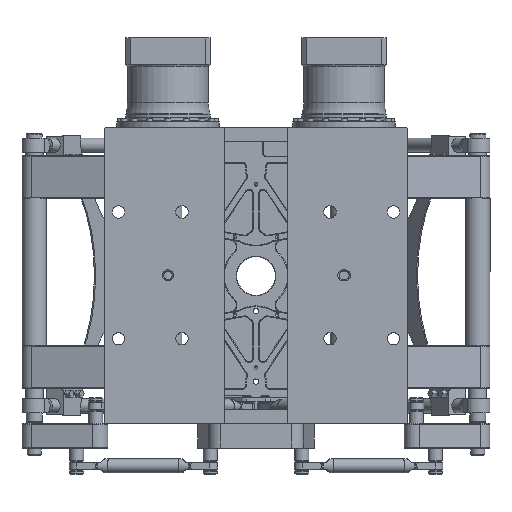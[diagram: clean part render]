
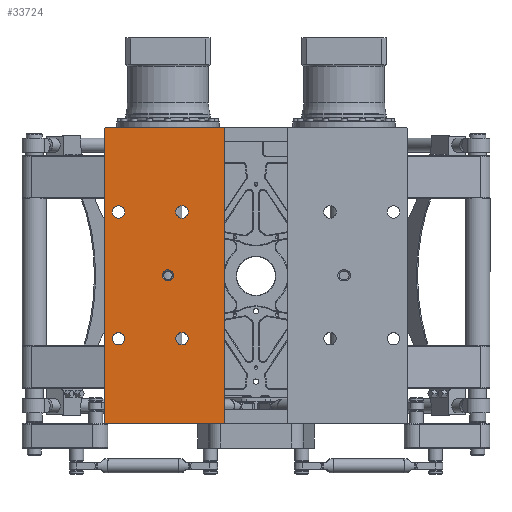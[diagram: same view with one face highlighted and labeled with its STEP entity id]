
A CAD part, top view. The second image highlights one B-rep face of the part: STEP entity #33724.
In plain terms, the highlighted face is planar.
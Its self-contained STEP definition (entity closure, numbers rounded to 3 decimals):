
#630=FACE_BOUND('',#7703,.T.);
#631=FACE_BOUND('',#7704,.T.);
#632=FACE_BOUND('',#7705,.T.);
#633=FACE_BOUND('',#7706,.T.);
#634=FACE_BOUND('',#7707,.T.);
#2862=CIRCLE('',#36448,8.75);
#2863=CIRCLE('',#36449,8.75);
#2864=CIRCLE('',#36450,8.75);
#2865=CIRCLE('',#36451,8.75);
#2866=CIRCLE('',#36452,8.);
#5401=FACE_OUTER_BOUND('',#7702,.T.);
#7702=EDGE_LOOP('',(#25473,#25474,#25475,#25476,#25477,#25478));
#7703=EDGE_LOOP('',(#25479));
#7704=EDGE_LOOP('',(#25480));
#7705=EDGE_LOOP('',(#25481));
#7706=EDGE_LOOP('',(#25482));
#7707=EDGE_LOOP('',(#25483));
#10732=LINE('',#53651,#13331);
#11121=LINE('',#56993,#13720);
#11147=LINE('',#57191,#13746);
#11154=LINE('',#57204,#13753);
#11155=LINE('',#57205,#13754);
#11156=LINE('',#57206,#13755);
#13331=VECTOR('',#40775,10.);
#13720=VECTOR('',#41852,10.);
#13746=VECTOR('',#42030,10.);
#13753=VECTOR('',#42039,10.);
#13754=VECTOR('',#42040,10.);
#13755=VECTOR('',#42041,10.);
#15895=VERTEX_POINT('',#53609);
#15915=VERTEX_POINT('',#53649);
#16283=VERTEX_POINT('',#56990);
#16284=VERTEX_POINT('',#56992);
#16354=VERTEX_POINT('',#57187);
#16356=VERTEX_POINT('',#57190);
#16362=VERTEX_POINT('',#57207);
#16363=VERTEX_POINT('',#57209);
#16364=VERTEX_POINT('',#57211);
#16365=VERTEX_POINT('',#57213);
#16366=VERTEX_POINT('',#57215);
#19244=EDGE_CURVE('',#15915,#15895,#10732,.T.);
#19793=EDGE_CURVE('',#16283,#16284,#11121,.T.);
#19877=EDGE_CURVE('',#16354,#16356,#11147,.T.);
#19884=EDGE_CURVE('',#15895,#16354,#11154,.T.);
#19885=EDGE_CURVE('',#16284,#15915,#11155,.T.);
#19886=EDGE_CURVE('',#16356,#16283,#11156,.T.);
#19887=EDGE_CURVE('',#16362,#16362,#2862,.T.);
#19888=EDGE_CURVE('',#16363,#16363,#2863,.T.);
#19889=EDGE_CURVE('',#16364,#16364,#2864,.T.);
#19890=EDGE_CURVE('',#16365,#16365,#2865,.T.);
#19891=EDGE_CURVE('',#16366,#16366,#2866,.T.);
#25473=ORIENTED_EDGE('',*,*,#19884,.F.);
#25474=ORIENTED_EDGE('',*,*,#19244,.F.);
#25475=ORIENTED_EDGE('',*,*,#19885,.F.);
#25476=ORIENTED_EDGE('',*,*,#19793,.F.);
#25477=ORIENTED_EDGE('',*,*,#19886,.F.);
#25478=ORIENTED_EDGE('',*,*,#19877,.F.);
#25479=ORIENTED_EDGE('',*,*,#19887,.T.);
#25480=ORIENTED_EDGE('',*,*,#19888,.T.);
#25481=ORIENTED_EDGE('',*,*,#19889,.T.);
#25482=ORIENTED_EDGE('',*,*,#19890,.T.);
#25483=ORIENTED_EDGE('',*,*,#19891,.F.);
#32408=PLANE('',#36447);
#33724=ADVANCED_FACE('',(#5401,#630,#631,#632,#633,#634),#32408,.T.);
#36447=AXIS2_PLACEMENT_3D('',#57203,#42037,#42038);
#36448=AXIS2_PLACEMENT_3D('',#57208,#42042,#42043);
#36449=AXIS2_PLACEMENT_3D('',#57210,#42044,#42045);
#36450=AXIS2_PLACEMENT_3D('',#57212,#42046,#42047);
#36451=AXIS2_PLACEMENT_3D('',#57214,#42048,#42049);
#36452=AXIS2_PLACEMENT_3D('',#57216,#42050,#42051);
#40775=DIRECTION('',(1.,0.,0.));
#41852=DIRECTION('',(-1.,0.,0.));
#42030=DIRECTION('',(0.,0.,1.));
#42037=DIRECTION('center_axis',(0.,1.,0.));
#42038=DIRECTION('ref_axis',(0.,0.,1.));
#42039=DIRECTION('',(0.707,0.,0.707));
#42040=DIRECTION('',(0.,0.,-1.));
#42041=DIRECTION('',(-0.707,0.,0.707));
#42042=DIRECTION('center_axis',(0.,-1.,0.));
#42043=DIRECTION('ref_axis',(-1.,0.,0.));
#42044=DIRECTION('center_axis',(0.,-1.,0.));
#42045=DIRECTION('ref_axis',(-1.,0.,0.));
#42046=DIRECTION('center_axis',(0.,-1.,0.));
#42047=DIRECTION('ref_axis',(-1.,0.,0.));
#42048=DIRECTION('center_axis',(0.,-1.,0.));
#42049=DIRECTION('ref_axis',(-1.,0.,0.));
#42050=DIRECTION('center_axis',(0.,1.,0.));
#42051=DIRECTION('ref_axis',(-1.,0.,0.));
#53609=CARTESIAN_POINT('',(214.,220.,0.));
#53649=CARTESIAN_POINT('',(45.,220.,0.));
#53651=CARTESIAN_POINT('',(215.,220.,0.));
#56990=CARTESIAN_POINT('',(214.,220.,420.));
#56992=CARTESIAN_POINT('',(45.,220.,420.));
#56993=CARTESIAN_POINT('',(45.,220.,420.));
#57187=CARTESIAN_POINT('',(215.,220.,1.));
#57190=CARTESIAN_POINT('',(215.,220.,419.));
#57191=CARTESIAN_POINT('',(215.,220.,420.));
#57203=CARTESIAN_POINT('Origin',(130.,220.,210.));
#57204=CARTESIAN_POINT('',(245.75,220.,31.75));
#57205=CARTESIAN_POINT('',(45.,220.,0.));
#57206=CARTESIAN_POINT('',(245.75,220.,388.25));
#57207=CARTESIAN_POINT('',(203.75,220.,300.));
#57208=CARTESIAN_POINT('Origin',(195.,220.,300.));
#57209=CARTESIAN_POINT('',(203.75,220.,120.));
#57210=CARTESIAN_POINT('Origin',(195.,220.,120.));
#57211=CARTESIAN_POINT('',(113.75,220.,300.));
#57212=CARTESIAN_POINT('Origin',(105.,220.,300.));
#57213=CARTESIAN_POINT('',(113.75,220.,120.));
#57214=CARTESIAN_POINT('Origin',(105.,220.,120.));
#57215=CARTESIAN_POINT('',(133.,220.,210.));
#57216=CARTESIAN_POINT('Origin',(125.,220.,210.));
